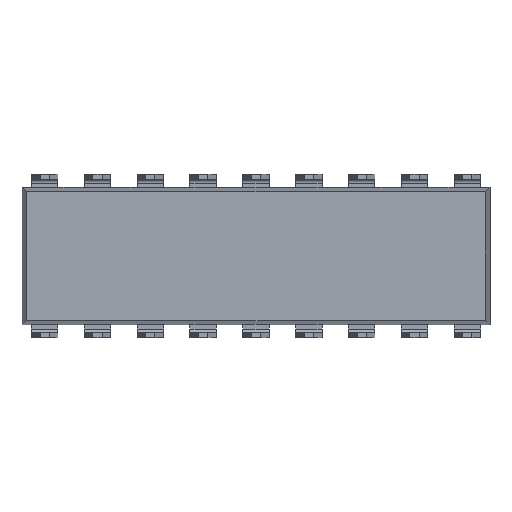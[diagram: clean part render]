
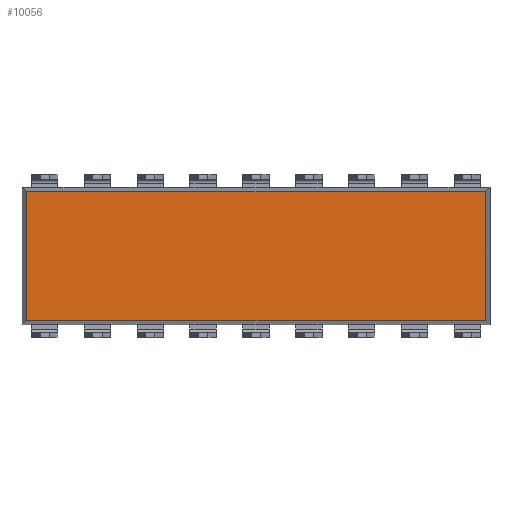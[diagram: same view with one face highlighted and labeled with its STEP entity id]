
A CAD part, top view. The second image highlights one B-rep face of the part: STEP entity #10056.
In plain terms, the highlighted planar face has unit normal (0, 0, 1).
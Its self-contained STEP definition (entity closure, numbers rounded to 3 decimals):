
#235 = ORIENTED_EDGE ( 'NONE', *, *, #4697, .T. ) ;
#588 = VECTOR ( 'NONE', #9129, 1000. ) ;
#833 = EDGE_CURVE ( 'NONE', #1830, #9762, #4876, .T. ) ;
#1311 = LINE ( 'NONE', #8913, #3686 ) ;
#1549 = DIRECTION ( 'NONE',  ( 0., -1., 0. ) ) ;
#1830 = VERTEX_POINT ( 'NONE', #4188 ) ;
#1869 = EDGE_CURVE ( 'NONE', #5277, #9762, #2596, .T. ) ;
#2023 = EDGE_CURVE ( 'NONE', #10772, #1830, #1311, .T. ) ;
#2500 = VECTOR ( 'NONE', #7234, 1000. ) ;
#2596 = LINE ( 'NONE', #5993, #9222 ) ;
#3686 = VECTOR ( 'NONE', #9837, 1000. ) ;
#4147 = CARTESIAN_POINT ( 'NONE',  ( -11.023, 3.1, -0.9 ) ) ;
#4188 = CARTESIAN_POINT ( 'NONE',  ( 11.023, -3.1, -0.9 ) ) ;
#4272 = CARTESIAN_POINT ( 'NONE',  ( -11.023, -3.1, -0.9 ) ) ;
#4697 = EDGE_CURVE ( 'NONE', #10772, #5277, #5371, .T. ) ;
#4810 = PLANE ( 'NONE',  #9340 ) ;
#4876 = LINE ( 'NONE', #9028, #2500 ) ;
#5277 = VERTEX_POINT ( 'NONE', #4147 ) ;
#5371 = LINE ( 'NONE', #7297, #588 ) ;
#5731 = DIRECTION ( 'NONE',  ( -1., 0., 0. ) ) ;
#5993 = CARTESIAN_POINT ( 'NONE',  ( -11.023, 3.1, -0.9 ) ) ;
#6769 = ORIENTED_EDGE ( 'NONE', *, *, #2023, .F. ) ;
#7234 = DIRECTION ( 'NONE',  ( -1., 0., 0. ) ) ;
#7297 = CARTESIAN_POINT ( 'NONE',  ( 11.25, 3.1, -0.9 ) ) ;
#7484 = CARTESIAN_POINT ( 'NONE',  ( 11.25, 3.1, -0.9 ) ) ;
#7708 = FACE_OUTER_BOUND ( 'NONE', #11635, .T. ) ;
#7897 = CARTESIAN_POINT ( 'NONE',  ( 11.023, 3.1, -0.9 ) ) ;
#8540 = ORIENTED_EDGE ( 'NONE', *, *, #833, .F. ) ;
#8913 = CARTESIAN_POINT ( 'NONE',  ( 11.023, 3.1, -0.9 ) ) ;
#9028 = CARTESIAN_POINT ( 'NONE',  ( 11.25, -3.1, -0.9 ) ) ;
#9129 = DIRECTION ( 'NONE',  ( -1., 0., 0. ) ) ;
#9222 = VECTOR ( 'NONE', #1549, 1000. ) ;
#9340 = AXIS2_PLACEMENT_3D ( 'NONE', #7484, #11098, #5731 ) ;
#9530 = ORIENTED_EDGE ( 'NONE', *, *, #1869, .T. ) ;
#9762 = VERTEX_POINT ( 'NONE', #4272 ) ;
#9837 = DIRECTION ( 'NONE',  ( 0., -1., 0. ) ) ;
#10056 = ADVANCED_FACE ( 'NONE', ( #7708 ), #4810, .F. ) ;
#10772 = VERTEX_POINT ( 'NONE', #7897 ) ;
#11098 = DIRECTION ( 'NONE',  ( 0., 0., -1. ) ) ;
#11635 = EDGE_LOOP ( 'NONE', ( #6769, #235, #9530, #8540 ) ) ;
